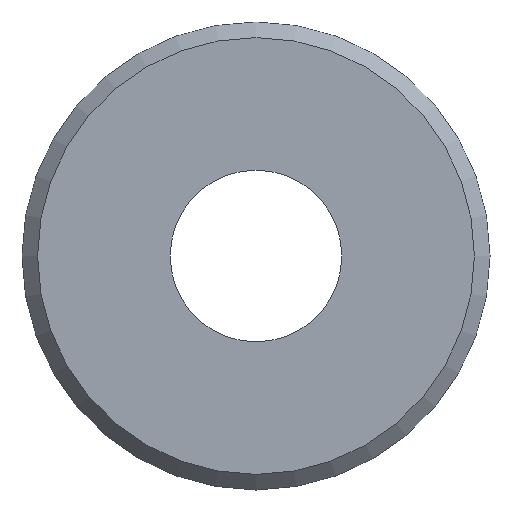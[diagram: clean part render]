
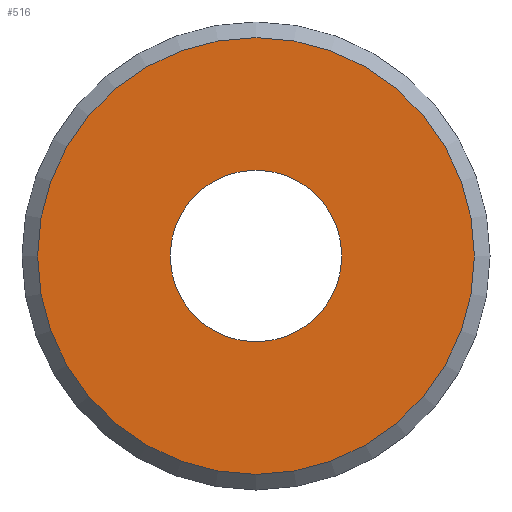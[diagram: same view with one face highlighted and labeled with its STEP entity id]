
A CAD part, front view. The second image highlights one B-rep face of the part: STEP entity #516.
In plain terms, the highlighted planar face has unit normal (0, -1, 0).
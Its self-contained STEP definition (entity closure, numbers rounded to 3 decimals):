
#19=FACE_BOUND('',#80,.T.);
#23=PLANE('',#570);
#48=FACE_OUTER_BOUND('',#79,.T.);
#79=EDGE_LOOP('',(#403));
#80=EDGE_LOOP('',(#404));
#98=CIRCLE('',#567,42.);
#100=CIRCLE('',#571,16.5);
#237=VERTEX_POINT('',#1720);
#239=VERTEX_POINT('',#1728);
#304=EDGE_CURVE('',#237,#237,#98,.T.);
#307=EDGE_CURVE('',#239,#239,#100,.T.);
#403=ORIENTED_EDGE('',*,*,#304,.F.);
#404=ORIENTED_EDGE('',*,*,#307,.F.);
#516=ADVANCED_FACE('',(#48,#19),#23,.F.);
#567=AXIS2_PLACEMENT_3D('',#1722,#657,#658);
#570=AXIS2_PLACEMENT_3D('',#1727,#664,#665);
#571=AXIS2_PLACEMENT_3D('',#1729,#666,#667);
#657=DIRECTION('center_axis',(0.,1.,0.));
#658=DIRECTION('ref_axis',(1.,0.,0.));
#664=DIRECTION('center_axis',(0.,1.,0.));
#665=DIRECTION('ref_axis',(1.,0.,0.));
#666=DIRECTION('center_axis',(0.,-1.,0.));
#667=DIRECTION('ref_axis',(1.,0.,0.));
#1720=CARTESIAN_POINT('',(-42.,0.,0.));
#1722=CARTESIAN_POINT('Origin',(0.,0.,0.));
#1727=CARTESIAN_POINT('Origin',(0.,0.,0.));
#1728=CARTESIAN_POINT('',(-16.5,0.,0.));
#1729=CARTESIAN_POINT('Origin',(0.,0.,0.));
